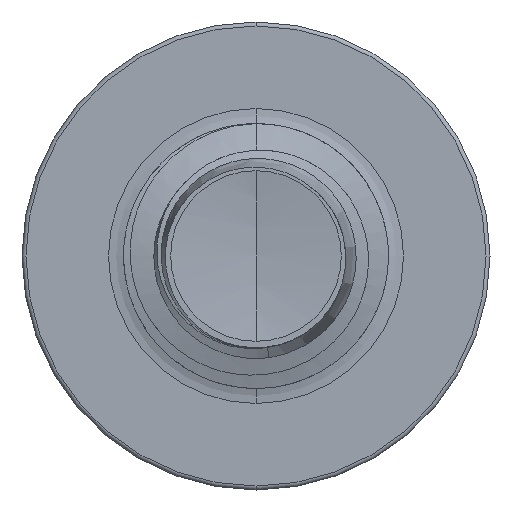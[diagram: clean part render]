
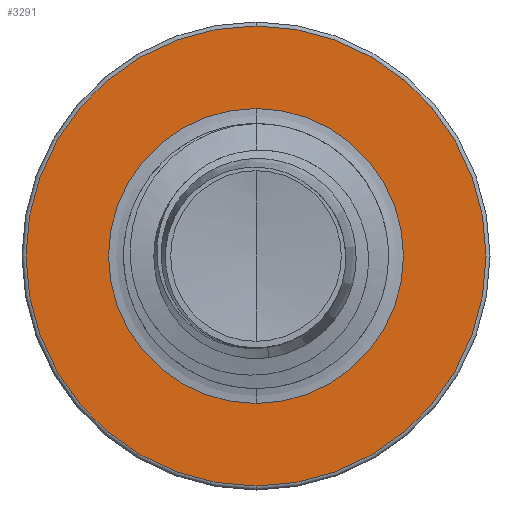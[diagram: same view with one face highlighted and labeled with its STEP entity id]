
A CAD part, front view. The second image highlights one B-rep face of the part: STEP entity #3291.
In plain terms, the highlighted planar face has unit normal (0, -1, 0).
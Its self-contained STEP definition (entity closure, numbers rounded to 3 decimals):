
#15 = CARTESIAN_POINT ( 'NONE',  ( 0., 3., -1.67 ) ) ;
#61 = DIRECTION ( 'NONE',  ( 0., 0., 1. ) ) ;
#479 = DIRECTION ( 'NONE',  ( 0., 0., 1. ) ) ;
#741 = CARTESIAN_POINT ( 'NONE',  ( 0., 3., -1.67 ) ) ;
#953 = VERTEX_POINT ( 'NONE', #7934 ) ;
#1027 = PLANE ( 'NONE',  #1176 ) ;
#1176 = AXIS2_PLACEMENT_3D ( 'NONE', #15, #3740, #8025 ) ;
#1578 = AXIS2_PLACEMENT_3D ( 'NONE', #3420, #3933, #61 ) ;
#1597 = DIRECTION ( 'NONE',  ( 0., 1., 0. ) ) ;
#2364 = EDGE_LOOP ( 'NONE', ( #5980, #4237 ) ) ;
#2515 = CARTESIAN_POINT ( 'NONE',  ( 0., 3., 0. ) ) ;
#2575 = EDGE_CURVE ( 'NONE', #6207, #953, #3525, .T. ) ;
#2733 = CARTESIAN_POINT ( 'NONE',  ( 0., 3., 2.605 ) ) ;
#2860 = AXIS2_PLACEMENT_3D ( 'NONE', #2515, #7757, #3472 ) ;
#3291 = ADVANCED_FACE ( 'NONE', ( #5544, #3367 ), #1027, .F. ) ;
#3367 = FACE_BOUND ( 'NONE', #2364, .T. ) ;
#3420 = CARTESIAN_POINT ( 'NONE',  ( 0., 3., 0. ) ) ;
#3472 = DIRECTION ( 'NONE',  ( 0., 0., 1. ) ) ;
#3525 = CIRCLE ( 'NONE', #1578, 2.605 ) ;
#3596 = VERTEX_POINT ( 'NONE', #5497 ) ;
#3740 = DIRECTION ( 'NONE',  ( 0., 1., 0. ) ) ;
#3933 = DIRECTION ( 'NONE',  ( 0., 1., 0. ) ) ;
#4059 = AXIS2_PLACEMENT_3D ( 'NONE', #9677, #5851, #479 ) ;
#4237 = ORIENTED_EDGE ( 'NONE', *, *, #6011, .T. ) ;
#5497 = CARTESIAN_POINT ( 'NONE',  ( 0., 3., 1.67 ) ) ;
#5544 = FACE_OUTER_BOUND ( 'NONE', #7896, .T. ) ;
#5851 = DIRECTION ( 'NONE',  ( 0., 1., 0. ) ) ;
#5980 = ORIENTED_EDGE ( 'NONE', *, *, #7685, .T. ) ;
#6011 = EDGE_CURVE ( 'NONE', #6414, #3596, #9221, .T. ) ;
#6207 = VERTEX_POINT ( 'NONE', #2733 ) ;
#6414 = VERTEX_POINT ( 'NONE', #741 ) ;
#6580 = CARTESIAN_POINT ( 'NONE',  ( 0., 3., 0. ) ) ;
#6819 = CIRCLE ( 'NONE', #2860, 1.67 ) ;
#7165 = DIRECTION ( 'NONE',  ( 0., 0., 1. ) ) ;
#7513 = ORIENTED_EDGE ( 'NONE', *, *, #7698, .F. ) ;
#7685 = EDGE_CURVE ( 'NONE', #3596, #6414, #6819, .T. ) ;
#7698 = EDGE_CURVE ( 'NONE', #953, #6207, #7744, .T. ) ;
#7744 = CIRCLE ( 'NONE', #4059, 2.605 ) ;
#7757 = DIRECTION ( 'NONE',  ( 0., 1., 0. ) ) ;
#7896 = EDGE_LOOP ( 'NONE', ( #8926, #7513 ) ) ;
#7934 = CARTESIAN_POINT ( 'NONE',  ( 0., 3., -2.605 ) ) ;
#8025 = DIRECTION ( 'NONE',  ( 0., 0., 1. ) ) ;
#8660 = AXIS2_PLACEMENT_3D ( 'NONE', #6580, #1597, #7165 ) ;
#8926 = ORIENTED_EDGE ( 'NONE', *, *, #2575, .F. ) ;
#9221 = CIRCLE ( 'NONE', #8660, 1.67 ) ;
#9677 = CARTESIAN_POINT ( 'NONE',  ( 0., 3., 0. ) ) ;
